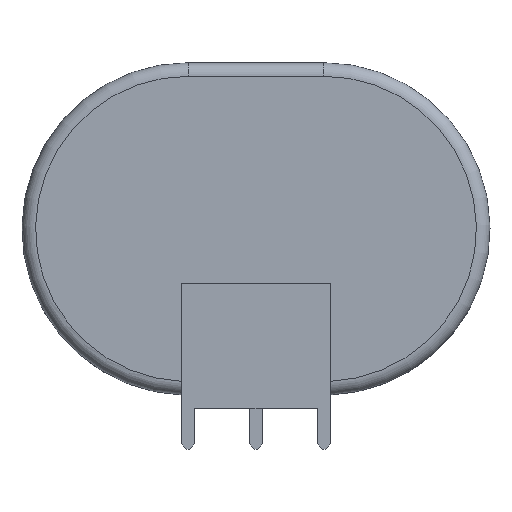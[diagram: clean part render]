
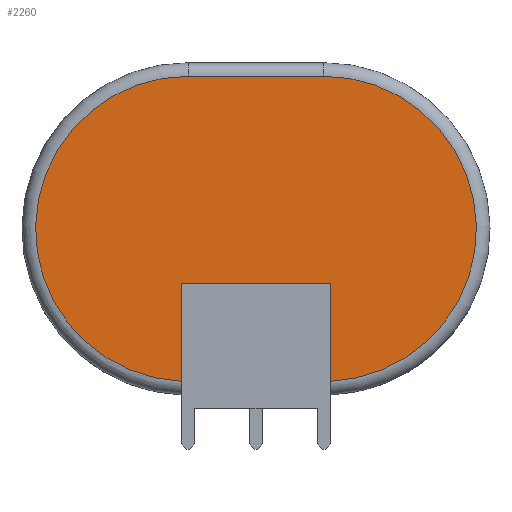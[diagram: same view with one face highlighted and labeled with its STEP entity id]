
A CAD part, front view. The second image highlights one B-rep face of the part: STEP entity #2260.
In plain terms, the highlighted planar face has unit normal (0, -1, 0).
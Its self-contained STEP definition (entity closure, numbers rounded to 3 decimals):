
#25 = VECTOR ( 'NONE', #1384, 1000. ) ;
#34 = DIRECTION ( 'NONE',  ( 0., 0., -1. ) ) ;
#45 = EDGE_CURVE ( 'NONE', #415, #1138, #953, .T. ) ;
#166 = DIRECTION ( 'NONE',  ( 0., 0., 1. ) ) ;
#213 = EDGE_CURVE ( 'NONE', #2183, #1052, #808, .T. ) ;
#216 = VECTOR ( 'NONE', #470, 1000. ) ;
#231 = CIRCLE ( 'NONE', #1852, 11.25 ) ;
#279 = FACE_OUTER_BOUND ( 'NONE', #1255, .T. ) ;
#383 = CARTESIAN_POINT ( 'NONE',  ( 5.5, 0., 12.24 ) ) ;
#398 = CARTESIAN_POINT ( 'NONE',  ( -5., 0., 0. ) ) ;
#415 = VERTEX_POINT ( 'NONE', #2396 ) ;
#470 = DIRECTION ( 'NONE',  ( -1., 0., 0. ) ) ;
#490 = VECTOR ( 'NONE', #989, 1000. ) ;
#498 = PLANE ( 'NONE',  #2384 ) ;
#524 = DIRECTION ( 'NONE',  ( 0., 1., 0. ) ) ;
#587 = DIRECTION ( 'NONE',  ( 0., -1., 0. ) ) ;
#672 = VERTEX_POINT ( 'NONE', #948 ) ;
#684 = AXIS2_PLACEMENT_3D ( 'NONE', #1177, #587, #166 ) ;
#751 = EDGE_CURVE ( 'NONE', #1956, #415, #1895, .T. ) ;
#781 = CARTESIAN_POINT ( 'NONE',  ( -5., 0., 11.25 ) ) ;
#808 = LINE ( 'NONE', #1760, #25 ) ;
#948 = CARTESIAN_POINT ( 'NONE',  ( -5.5, 0., -11.239 ) ) ;
#953 = LINE ( 'NONE', #2444, #216 ) ;
#989 = DIRECTION ( 'NONE',  ( 0., 0., -1. ) ) ;
#1052 = VERTEX_POINT ( 'NONE', #1765 ) ;
#1081 = DIRECTION ( 'NONE',  ( 0., 0., 1. ) ) ;
#1138 = VERTEX_POINT ( 'NONE', #781 ) ;
#1151 = ORIENTED_EDGE ( 'NONE', *, *, #213, .F. ) ;
#1177 = CARTESIAN_POINT ( 'NONE',  ( 5., 0., 0. ) ) ;
#1182 = ORIENTED_EDGE ( 'NONE', *, *, #1451, .T. ) ;
#1192 = ORIENTED_EDGE ( 'NONE', *, *, #45, .T. ) ;
#1211 = ORIENTED_EDGE ( 'NONE', *, *, #1286, .F. ) ;
#1225 = ORIENTED_EDGE ( 'NONE', *, *, #2107, .T. ) ;
#1240 = DIRECTION ( 'NONE',  ( 0., 0., 1. ) ) ;
#1255 = EDGE_LOOP ( 'NONE', ( #1192, #1182, #1211, #1151, #1225, #1826 ) ) ;
#1286 = EDGE_CURVE ( 'NONE', #1052, #672, #1558, .T. ) ;
#1384 = DIRECTION ( 'NONE',  ( -1., 0., 0. ) ) ;
#1451 = EDGE_CURVE ( 'NONE', #1138, #672, #231, .T. ) ;
#1484 = CARTESIAN_POINT ( 'NONE',  ( 5.5, 0., -4. ) ) ;
#1558 = LINE ( 'NONE', #2164, #490 ) ;
#1760 = CARTESIAN_POINT ( 'NONE',  ( 5.5, 0., -4. ) ) ;
#1765 = CARTESIAN_POINT ( 'NONE',  ( -5.5, 0., -4. ) ) ;
#1826 = ORIENTED_EDGE ( 'NONE', *, *, #751, .T. ) ;
#1852 = AXIS2_PLACEMENT_3D ( 'NONE', #398, #2202, #1081 ) ;
#1895 = CIRCLE ( 'NONE', #684, 11.25 ) ;
#1956 = VERTEX_POINT ( 'NONE', #2319 ) ;
#2082 = CARTESIAN_POINT ( 'NONE',  ( -5., 0., 0. ) ) ;
#2107 = EDGE_CURVE ( 'NONE', #2183, #1956, #2382, .T. ) ;
#2164 = CARTESIAN_POINT ( 'NONE',  ( -5.5, 0., -15.85 ) ) ;
#2183 = VERTEX_POINT ( 'NONE', #1484 ) ;
#2202 = DIRECTION ( 'NONE',  ( 0., -1., 0. ) ) ;
#2260 = ADVANCED_FACE ( 'NONE', ( #279 ), #498, .F. ) ;
#2319 = CARTESIAN_POINT ( 'NONE',  ( 5.5, 0., -11.239 ) ) ;
#2324 = VECTOR ( 'NONE', #34, 1000. ) ;
#2382 = LINE ( 'NONE', #383, #2324 ) ;
#2384 = AXIS2_PLACEMENT_3D ( 'NONE', #2082, #524, #1240 ) ;
#2396 = CARTESIAN_POINT ( 'NONE',  ( 5., 0., 11.25 ) ) ;
#2444 = CARTESIAN_POINT ( 'NONE',  ( -5., 0., 11.25 ) ) ;
